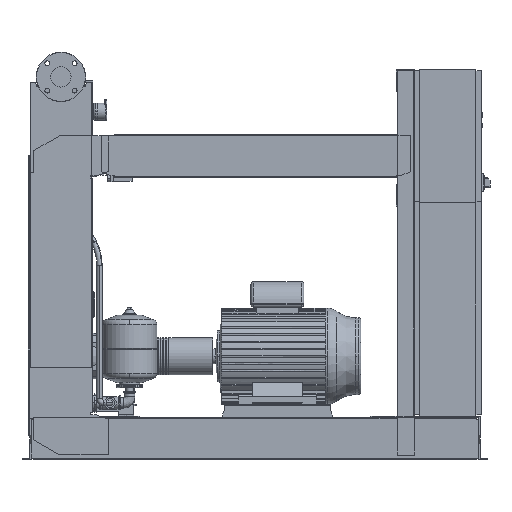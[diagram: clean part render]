
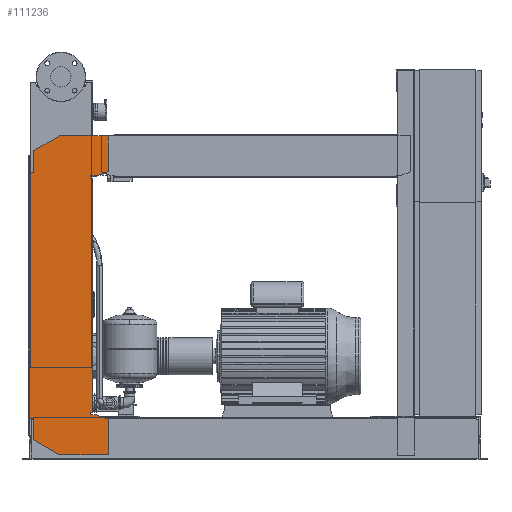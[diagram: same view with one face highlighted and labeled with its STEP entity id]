
A CAD part, front view. The second image highlights one B-rep face of the part: STEP entity #111236.
In plain terms, the highlighted free-form (B-spline) face has degree [1, 1] with [2, 2] control points.
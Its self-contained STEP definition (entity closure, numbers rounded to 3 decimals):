
#110721=CARTESIAN_POINT('',(-102.0,-463.5,1076.0));
#110722=VERTEX_POINT('',#110721);
#110729=CARTESIAN_POINT('',(-102.0,-463.5,1158.574));
#110730=VERTEX_POINT('',#110729);
#110731=CARTESIAN_POINT('',(-102.0,-463.5,1076.0));
#110732=DIRECTION('',(0.0,0.0,1.0));
#110733=VECTOR('',#110732,82.574);
#110734=LINE('',#110731,#110733);
#110735=EDGE_CURVE('',#110722,#110730,#110734,.T.);
#110753=CARTESIAN_POINT('',(-6.,-463.5,1214.0));
#110754=VERTEX_POINT('',#110753);
#110755=CARTESIAN_POINT('',(-102.0,-463.5,1158.574));
#110756=DIRECTION('',(0.866,0.0,0.5));
#110757=VECTOR('',#110756,110.851);
#110758=LINE('',#110755,#110757);
#110759=EDGE_CURVE('',#110730,#110754,#110758,.T.);
#110777=CARTESIAN_POINT('',(177.0,-463.5,1214.0));
#110778=VERTEX_POINT('',#110777);
#110779=CARTESIAN_POINT('',(-6.,-463.5,1214.0));
#110780=DIRECTION('',(1.0,0.0,0.0));
#110781=VECTOR('',#110780,183.0);
#110782=LINE('',#110779,#110781);
#110783=EDGE_CURVE('',#110754,#110778,#110782,.T.);
#110801=CARTESIAN_POINT('',(177.0,-463.5,1080.379));
#110802=VERTEX_POINT('',#110801);
#110803=CARTESIAN_POINT('',(177.0,-463.5,1214.0));
#110804=DIRECTION('',(0.0,0.0,-1.0));
#110805=VECTOR('',#110804,133.621);
#110806=LINE('',#110803,#110805);
#110807=EDGE_CURVE('',#110778,#110802,#110806,.T.);
#110825=CARTESIAN_POINT('',(132.,-463.5,1064.0));
#110826=VERTEX_POINT('',#110825);
#110827=CARTESIAN_POINT('',(177.0,-463.5,1080.379));
#110828=DIRECTION('',(-0.94,0.0,-0.342));
#110829=VECTOR('',#110828,47.888);
#110830=LINE('',#110827,#110829);
#110831=EDGE_CURVE('',#110802,#110826,#110830,.T.);
#110849=CARTESIAN_POINT('',(112.0,-463.5,1064.0));
#110850=VERTEX_POINT('',#110849);
#110851=CARTESIAN_POINT('',(132.,-463.5,1064.0));
#110852=DIRECTION('',(-1.0,0.0,0.0));
#110853=VECTOR('',#110852,20.);
#110854=LINE('',#110851,#110853);
#110855=EDGE_CURVE('',#110826,#110850,#110854,.T.);
#110873=CARTESIAN_POINT('',(112.0,-463.5,1056.0));
#110874=VERTEX_POINT('',#110873);
#110875=CARTESIAN_POINT('',(112.0,-463.5,1064.0));
#110876=DIRECTION('',(0.0,0.0,-1.0));
#110877=VECTOR('',#110876,8.0);
#110878=LINE('',#110875,#110877);
#110879=EDGE_CURVE('',#110850,#110874,#110878,.T.);
#110897=CARTESIAN_POINT('',(120.,-463.5,1056.0));
#110898=VERTEX_POINT('',#110897);
#110899=CARTESIAN_POINT('',(112.0,-463.5,1056.0));
#110900=DIRECTION('',(1.0,0.0,0.0));
#110901=VECTOR('',#110900,8.);
#110902=LINE('',#110899,#110901);
#110903=EDGE_CURVE('',#110874,#110898,#110902,.T.);
#110921=CARTESIAN_POINT('',(120.,-463.5,176.));
#110922=VERTEX_POINT('',#110921);
#110933=CARTESIAN_POINT('',(120.,-463.5,1056.0));
#110934=DIRECTION('',(0.0,0.0,-1.0));
#110935=VECTOR('',#110934,880.);
#110936=LINE('',#110933,#110935);
#110937=EDGE_CURVE('',#110898,#110922,#110936,.T.);
#110951=CARTESIAN_POINT('',(112.,-463.5,176.));
#110952=VERTEX_POINT('',#110951);
#110953=CARTESIAN_POINT('',(120.,-463.5,176.));
#110954=DIRECTION('',(-1.0,0.0,0.0));
#110955=VECTOR('',#110954,8.);
#110956=LINE('',#110953,#110955);
#110957=EDGE_CURVE('',#110922,#110952,#110956,.T.);
#110975=CARTESIAN_POINT('',(112.,-463.5,168.));
#110976=VERTEX_POINT('',#110975);
#110977=CARTESIAN_POINT('',(112.,-463.5,176.));
#110978=DIRECTION('',(0.0,0.0,-1.0));
#110979=VECTOR('',#110978,8.0);
#110980=LINE('',#110977,#110979);
#110981=EDGE_CURVE('',#110952,#110976,#110980,.T.);
#110999=CARTESIAN_POINT('',(132.,-463.5,168.));
#111000=VERTEX_POINT('',#110999);
#111001=CARTESIAN_POINT('',(112.,-463.5,168.));
#111002=DIRECTION('',(1.0,0.0,0.0));
#111003=VECTOR('',#111002,20.0);
#111004=LINE('',#111001,#111003);
#111005=EDGE_CURVE('',#110976,#111000,#111004,.T.);
#111023=CARTESIAN_POINT('',(177.,-463.5,151.621));
#111024=VERTEX_POINT('',#111023);
#111025=CARTESIAN_POINT('',(132.,-463.5,168.));
#111026=DIRECTION('',(0.94,0.0,-0.342));
#111027=VECTOR('',#111026,47.888);
#111028=LINE('',#111025,#111027);
#111029=EDGE_CURVE('',#111000,#111024,#111028,.T.);
#111047=CARTESIAN_POINT('',(177.,-463.5,18.0));
#111048=VERTEX_POINT('',#111047);
#111049=CARTESIAN_POINT('',(177.,-463.5,151.621));
#111050=DIRECTION('',(0.0,0.0,-1.0));
#111051=VECTOR('',#111050,133.621);
#111052=LINE('',#111049,#111051);
#111053=EDGE_CURVE('',#111024,#111048,#111052,.T.);
#111071=CARTESIAN_POINT('',(-4.,-463.5,18.0));
#111072=VERTEX_POINT('',#111071);
#111073=CARTESIAN_POINT('',(177.,-463.5,18.0));
#111074=DIRECTION('',(-1.0,0.0,0.0));
#111075=VECTOR('',#111074,181.);
#111076=LINE('',#111073,#111075);
#111077=EDGE_CURVE('',#111048,#111072,#111076,.T.);
#111095=CARTESIAN_POINT('',(-102.,-463.5,74.58));
#111096=VERTEX_POINT('',#111095);
#111097=CARTESIAN_POINT('',(-4.,-463.5,18.0));
#111098=DIRECTION('',(-0.866,0.,0.5));
#111099=VECTOR('',#111098,113.161);
#111100=LINE('',#111097,#111099);
#111101=EDGE_CURVE('',#111072,#111096,#111100,.T.);
#111119=CARTESIAN_POINT('',(-102.,-463.5,156.0));
#111120=VERTEX_POINT('',#111119);
#111121=CARTESIAN_POINT('',(-102.,-463.5,74.58));
#111122=DIRECTION('',(0.0,0.0,1.0));
#111123=VECTOR('',#111122,81.42);
#111124=LINE('',#111121,#111123);
#111125=EDGE_CURVE('',#111096,#111120,#111124,.T.);
#111143=CARTESIAN_POINT('',(-122.,-463.5,156.0));
#111144=VERTEX_POINT('',#111143);
#111145=CARTESIAN_POINT('',(-102.,-463.5,156.0));
#111146=DIRECTION('',(-1.0,0.0,0.0));
#111147=VECTOR('',#111146,20.0);
#111148=LINE('',#111145,#111147);
#111149=EDGE_CURVE('',#111120,#111144,#111148,.T.);
#111167=CARTESIAN_POINT('',(-122.0,-463.5,1076.0));
#111168=VERTEX_POINT('',#111167);
#111181=CARTESIAN_POINT('',(-122.,-463.5,156.0));
#111182=DIRECTION('',(0.0,0.0,1.0));
#111183=VECTOR('',#111182,920.0);
#111184=LINE('',#111181,#111183);
#111185=EDGE_CURVE('',#111144,#111168,#111184,.T.);
#111199=CARTESIAN_POINT('',(-122.0,-463.5,1076.0));
#111200=DIRECTION('',(1.0,0.0,0.0));
#111201=VECTOR('',#111200,20.0);
#111202=LINE('',#111199,#111201);
#111203=EDGE_CURVE('',#111168,#110722,#111202,.T.);
#111209=CARTESIAN_POINT('',(-122.,-463.5,18.0));
#111210=CARTESIAN_POINT('',(177.0,-463.5,18.0));
#111211=CARTESIAN_POINT('',(-122.,-463.5,1214.0));
#111212=CARTESIAN_POINT('',(177.0,-463.5,1214.0));
#111213=B_SPLINE_SURFACE_WITH_KNOTS('',1,1,((#111209,#111211),(#111210,#111212)),.UNSPECIFIED.,.F.,.F.,.U.,(2,2),(2,2),(0.0,299.),(0.0,1196.0),.UNSPECIFIED.);
#111214=ORIENTED_EDGE('',*,*,#111203,.F.);
#111215=ORIENTED_EDGE('',*,*,#111185,.F.);
#111216=ORIENTED_EDGE('',*,*,#111149,.F.);
#111217=ORIENTED_EDGE('',*,*,#111125,.F.);
#111218=ORIENTED_EDGE('',*,*,#111101,.F.);
#111219=ORIENTED_EDGE('',*,*,#111077,.F.);
#111220=ORIENTED_EDGE('',*,*,#111053,.F.);
#111221=ORIENTED_EDGE('',*,*,#111029,.F.);
#111222=ORIENTED_EDGE('',*,*,#111005,.F.);
#111223=ORIENTED_EDGE('',*,*,#110981,.F.);
#111224=ORIENTED_EDGE('',*,*,#110957,.F.);
#111225=ORIENTED_EDGE('',*,*,#110937,.F.);
#111226=ORIENTED_EDGE('',*,*,#110903,.F.);
#111227=ORIENTED_EDGE('',*,*,#110879,.F.);
#111228=ORIENTED_EDGE('',*,*,#110855,.F.);
#111229=ORIENTED_EDGE('',*,*,#110831,.F.);
#111230=ORIENTED_EDGE('',*,*,#110807,.F.);
#111231=ORIENTED_EDGE('',*,*,#110783,.F.);
#111232=ORIENTED_EDGE('',*,*,#110759,.F.);
#111233=ORIENTED_EDGE('',*,*,#110735,.F.);
#111234=EDGE_LOOP('',(#111214,#111215,#111216,#111217,#111218,#111219,#111220,#111221,#111222,#111223,#111224,#111225,#111226,#111227,#111228,#111229,#111230,#111231,#111232,#111233));
#111235=FACE_OUTER_BOUND('',#111234,.T.);
#111236=ADVANCED_FACE('',(#111235),#111213,.T.);
